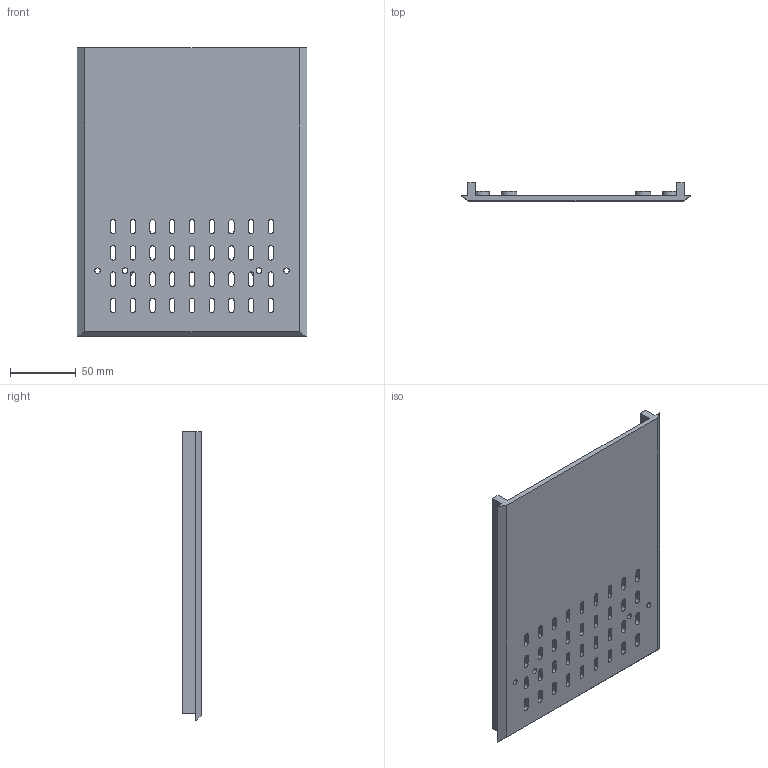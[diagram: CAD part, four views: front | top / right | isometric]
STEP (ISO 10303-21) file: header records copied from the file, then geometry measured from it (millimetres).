
FILE_DESCRIPTION(('FreeCAD Model'),'2;1');
FILE_NAME('Open CASCADE Shape Model','2024-11-25T15:48:35',( 'kicad StepUp'),('ksu MCAD'),'Open CASCADE STEP processor 7.6', 'FreeCAD','Unknown');
FILE_SCHEMA(('AUTOMOTIVE_DESIGN { 1 0 10303 214 1 1 1 1 }'));
Length unit declared in the file: millimetre
Products named in the file (1): Chamfer
Bounding box: 175 x 14 x 219.8 mm (x, y, z)
Volume: 167913.4 mm3; surface area: 88911.7 mm2
Topology: 1 solids, 1 shells, 207 faces, 599 edges, 398 vertices
Faces by surface type: plane 126, cylinder 81
Full cylindrical faces by diameter (mm): 4.2 x4, 12 x2
Entity records: 7011 total; most frequent: CARTESIAN_POINT 1205, ORIENTED_EDGE 1198, DIRECTION 1183, EDGE_CURVE 599, LINE 431, VECTOR 431, VERTEX_POINT 398, AXIS2_PLACEMENT_3D 376
